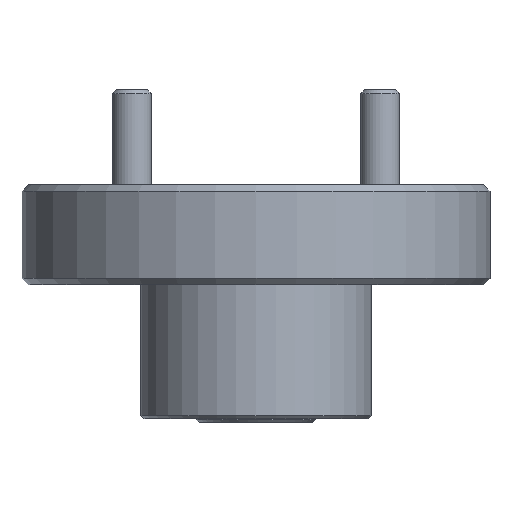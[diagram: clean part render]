
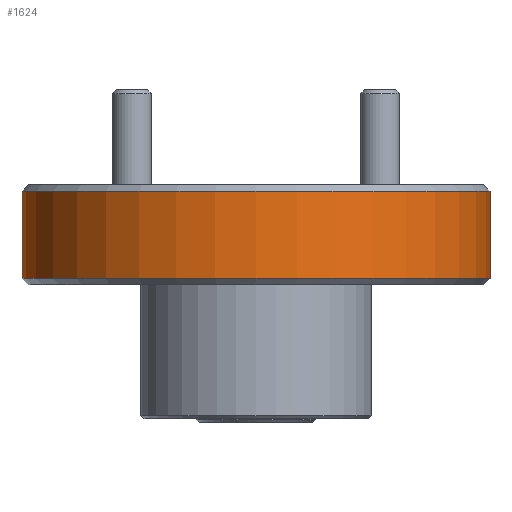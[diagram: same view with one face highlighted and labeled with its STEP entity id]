
A CAD part, front view. The second image highlights one B-rep face of the part: STEP entity #1624.
In plain terms, the highlighted cylindrical face has radius 9.525 mm (diameter 19.05 mm), a partial arc.
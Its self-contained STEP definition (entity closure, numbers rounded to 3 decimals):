
#17 = CARTESIAN_POINT ( 'NONE',  ( -9.525, 0., -3.81 ) ) ;
#38 = FACE_OUTER_BOUND ( 'NONE', #4587, .T. ) ;
#249 = CARTESIAN_POINT ( 'NONE',  ( -9.525, 0., -0.254 ) ) ;
#285 = CARTESIAN_POINT ( 'NONE',  ( 0., 0., -3.81 ) ) ;
#323 = VECTOR ( 'NONE', #527, 1000. ) ;
#335 = EDGE_CURVE ( 'NONE', #3828, #4594, #2874, .T. ) ;
#353 = EDGE_CURVE ( 'NONE', #1725, #4594, #2945, .T. ) ;
#364 = AXIS2_PLACEMENT_3D ( 'NONE', #285, #1852, #2946 ) ;
#527 = DIRECTION ( 'NONE',  ( 0., 0., 1. ) ) ;
#623 = CARTESIAN_POINT ( 'NONE',  ( 0., 0., -0.254 ) ) ;
#929 = ORIENTED_EDGE ( 'NONE', *, *, #2336, .T. ) ;
#1604 = DIRECTION ( 'NONE',  ( 1., 0., 0. ) ) ;
#1624 = ADVANCED_FACE ( 'NONE', ( #38 ), #2384, .T. ) ;
#1667 = CARTESIAN_POINT ( 'NONE',  ( 9.525, 0., -3.81 ) ) ;
#1673 = CIRCLE ( 'NONE', #364, 9.525 ) ;
#1725 = VERTEX_POINT ( 'NONE', #3915 ) ;
#1852 = DIRECTION ( 'NONE',  ( 0., 0., 1. ) ) ;
#2014 = LINE ( 'NONE', #3614, #4533 ) ;
#2193 = DIRECTION ( 'NONE',  ( 0., 0., -1. ) ) ;
#2242 = EDGE_CURVE ( 'NONE', #3447, #1725, #2014, .T. ) ;
#2336 = EDGE_CURVE ( 'NONE', #3828, #3447, #1673, .T. ) ;
#2384 = CYLINDRICAL_SURFACE ( 'NONE', #2740, 9.525 ) ;
#2482 = DIRECTION ( 'NONE',  ( 0., 0., 1. ) ) ;
#2674 = ORIENTED_EDGE ( 'NONE', *, *, #335, .F. ) ;
#2740 = AXIS2_PLACEMENT_3D ( 'NONE', #3156, #3488, #1604 ) ;
#2874 = LINE ( 'NONE', #4417, #323 ) ;
#2945 = CIRCLE ( 'NONE', #4650, 9.525 ) ;
#2946 = DIRECTION ( 'NONE',  ( 1., 0., 0. ) ) ;
#3156 = CARTESIAN_POINT ( 'NONE',  ( 0., 0., -4.064 ) ) ;
#3447 = VERTEX_POINT ( 'NONE', #1667 ) ;
#3488 = DIRECTION ( 'NONE',  ( 0., 0., 1. ) ) ;
#3614 = CARTESIAN_POINT ( 'NONE',  ( 9.525, 0., -4.064 ) ) ;
#3828 = VERTEX_POINT ( 'NONE', #17 ) ;
#3915 = CARTESIAN_POINT ( 'NONE',  ( 9.525, 0., -0.254 ) ) ;
#3986 = ORIENTED_EDGE ( 'NONE', *, *, #2242, .T. ) ;
#4104 = DIRECTION ( 'NONE',  ( 1., 0., 0. ) ) ;
#4417 = CARTESIAN_POINT ( 'NONE',  ( -9.525, 0., -4.064 ) ) ;
#4533 = VECTOR ( 'NONE', #2482, 1000. ) ;
#4587 = EDGE_LOOP ( 'NONE', ( #2674, #929, #3986, #4842 ) ) ;
#4594 = VERTEX_POINT ( 'NONE', #249 ) ;
#4650 = AXIS2_PLACEMENT_3D ( 'NONE', #623, #2193, #4104 ) ;
#4842 = ORIENTED_EDGE ( 'NONE', *, *, #353, .T. ) ;
